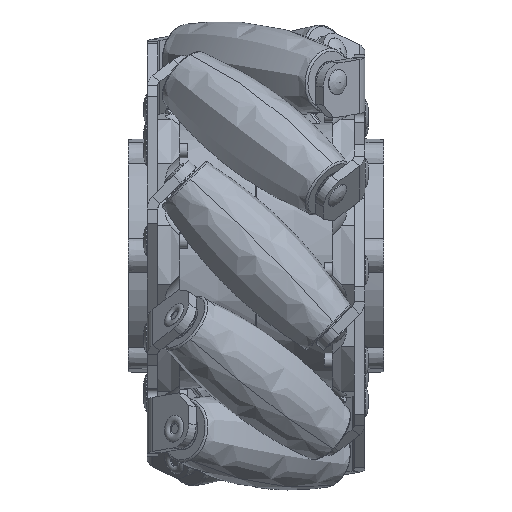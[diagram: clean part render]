
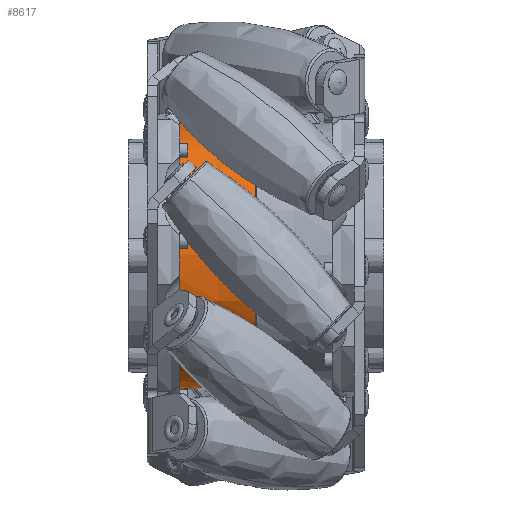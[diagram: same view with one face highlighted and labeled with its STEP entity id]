
A CAD part, top view. The second image highlights one B-rep face of the part: STEP entity #8617.
In plain terms, the highlighted conical face has half-angle 1 degrees and reference radius 28.575 mm.
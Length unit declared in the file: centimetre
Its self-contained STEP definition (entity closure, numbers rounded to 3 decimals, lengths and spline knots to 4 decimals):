
#537=CONICAL_SURFACE('',#9239,2.8575,0.017);
#1953=FACE_BOUND('',#2701,.T.);
#2152=FACE_OUTER_BOUND('',#2700,.T.);
#2700=EDGE_LOOP('',(#6026));
#2701=EDGE_LOOP('',(#6027));
#3416=CIRCLE('',#9240,2.8575);
#3417=CIRCLE('',#9241,2.8863);
#3935=VERTEX_POINT('',#13375);
#3936=VERTEX_POINT('',#13377);
#4768=EDGE_CURVE('',#3935,#3935,#3416,.T.);
#4769=EDGE_CURVE('',#3936,#3936,#3417,.T.);
#6026=ORIENTED_EDGE('',*,*,#4768,.F.);
#6027=ORIENTED_EDGE('',*,*,#4769,.T.);
#8617=ADVANCED_FACE('',(#2152,#1953),#537,.T.);
#9239=AXIS2_PLACEMENT_3D('',#13374,#10516,#10517);
#9240=AXIS2_PLACEMENT_3D('',#13376,#10518,#10519);
#9241=AXIS2_PLACEMENT_3D('',#13378,#10520,#10521);
#10516=DIRECTION('center_axis',(-1.,0.,0.));
#10517=DIRECTION('ref_axis',(0.,0.,-1.));
#10518=DIRECTION('center_axis',(1.,0.,0.));
#10519=DIRECTION('ref_axis',(0.,0.,-1.));
#10520=DIRECTION('center_axis',(1.,0.,0.));
#10521=DIRECTION('ref_axis',(0.,0.,-1.));
#13374=CARTESIAN_POINT('Origin',(2.1285,0.,0.));
#13375=CARTESIAN_POINT('',(2.1285,0.,-2.8575));
#13376=CARTESIAN_POINT('Origin',(2.1285,0.,0.));
#13377=CARTESIAN_POINT('',(0.4763,0.,-2.8863));
#13378=CARTESIAN_POINT('Origin',(0.4763,0.,0.));
